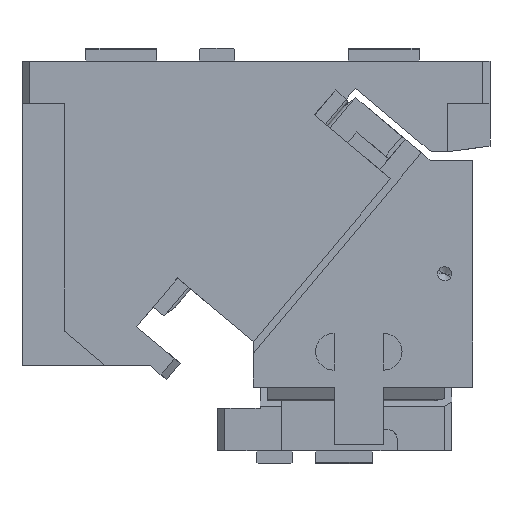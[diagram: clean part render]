
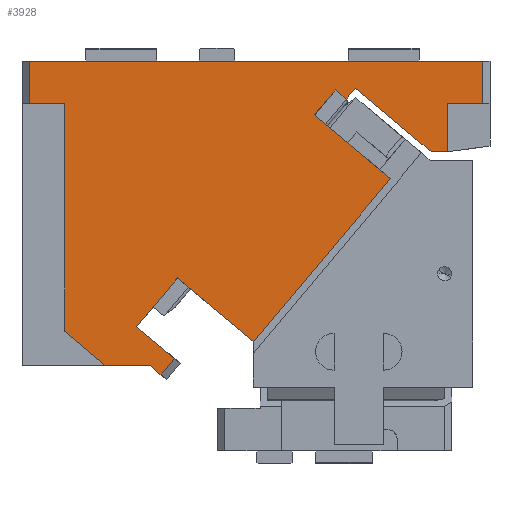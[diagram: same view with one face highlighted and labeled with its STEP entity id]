
A CAD part, front view. The second image highlights one B-rep face of the part: STEP entity #3928.
In plain terms, the highlighted planar face has unit normal (0, -1, 0).
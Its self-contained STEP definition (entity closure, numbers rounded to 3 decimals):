
#176=CARTESIAN_POINT('Vertex',(220.984,-55.,-20.446)) ;
#179=CARTESIAN_POINT('Line Origine',(213.592,-55.,-29.256)) ;
#183=CARTESIAN_POINT('Vertex',(206.2,-55.,-38.065)) ;
#195=CARTESIAN_POINT('Vertex',(109.782,-55.,-152.972)) ;
#198=CARTESIAN_POINT('Line Origine',(95.319,-55.,-170.208)) ;
#202=CARTESIAN_POINT('Vertex',(80.857,-55.,-187.444)) ;
#477=CARTESIAN_POINT('Line Origine',(231.859,-55.,-23.044)) ;
#481=CARTESIAN_POINT('Vertex',(228.645,-55.,-26.874)) ;
#483=CARTESIAN_POINT('Vertex',(235.073,-55.,-19.214)) ;
#608=CARTESIAN_POINT('Vertex',(98.026,-55.,-221.432)) ;
#622=CARTESIAN_POINT('Vertex',(107.668,-55.,-209.941)) ;
#625=CARTESIAN_POINT('Line Origine',(102.847,-55.,-215.687)) ;
#2020=CARTESIAN_POINT('Vertex',(325.,-55.,0.)) ;
#2023=CARTESIAN_POINT('Line Origine',(325.,-55.,-15.)) ;
#2027=CARTESIAN_POINT('Vertex',(325.,-55.,-30.)) ;
#2338=CARTESIAN_POINT('Vertex',(300.,-55.,-30.)) ;
#2341=CARTESIAN_POINT('Line Origine',(300.,-55.,-47.)) ;
#2345=CARTESIAN_POINT('Vertex',(300.,-55.,-64.)) ;
#2365=CARTESIAN_POINT('Line Origine',(312.5,-55.,-30.)) ;
#2890=CARTESIAN_POINT('Line Origine',(5.,-55.,-15.)) ;
#2894=CARTESIAN_POINT('Vertex',(5.,-55.,0.)) ;
#2896=CARTESIAN_POINT('Vertex',(5.,-55.,-30.)) ;
#2977=CARTESIAN_POINT('Vertex',(59.246,-55.,-215.)) ;
#2980=CARTESIAN_POINT('Line Origine',(44.623,-55.,-202.73)) ;
#2984=CARTESIAN_POINT('Vertex',(30.,-55.,-190.459)) ;
#3008=CARTESIAN_POINT('Vertex',(30.,-55.,-30.)) ;
#3011=CARTESIAN_POINT('Line Origine',(30.,-55.,-110.23)) ;
#3028=CARTESIAN_POINT('Line Origine',(17.5,-55.,-30.)) ;
#3227=CARTESIAN_POINT('Line Origine',(165.,-55.,0.)) ;
#3490=CARTESIAN_POINT('Vertex',(90.361,-55.,-215.)) ;
#3493=CARTESIAN_POINT('Line Origine',(74.804,-55.,-215.)) ;
#3518=CARTESIAN_POINT('Line Origine',(94.194,-55.,-218.216)) ;
#3609=CARTESIAN_POINT('Line Origine',(94.262,-55.,-198.693)) ;
#3623=CARTESIAN_POINT('Line Origine',(224.814,-55.,-23.66)) ;
#3847=CARTESIAN_POINT('Vertex',(288.447,-55.,-64.)) ;
#3850=CARTESIAN_POINT('Line Origine',(294.223,-55.,-64.)) ;
#3869=CARTESIAN_POINT('Line Origine',(261.76,-55.,-41.607)) ;
#3881=CARTESIAN_POINT('Axis2P3D Location',(0.,-55.,0.)) ;
#3886=CARTESIAN_POINT('Line Origine',(136.594,-55.,-175.469)) ;
#3890=CARTESIAN_POINT('Vertex',(163.405,-55.,-197.967)) ;
#3893=CARTESIAN_POINT('Line Origine',(211.614,-55.,-140.514)) ;
#3897=CARTESIAN_POINT('Vertex',(259.823,-55.,-83.06)) ;
#3900=CARTESIAN_POINT('Line Origine',(233.012,-55.,-60.563)) ;
#180=DIRECTION('Vector Direction',(0.643,0.,0.766)) ;
#199=DIRECTION('Vector Direction',(0.643,0.,0.766)) ;
#478=DIRECTION('Vector Direction',(0.643,0.,0.766)) ;
#626=DIRECTION('Vector Direction',(0.643,0.,0.766)) ;
#2024=DIRECTION('Vector Direction',(0.,0.,-1.)) ;
#2342=DIRECTION('Vector Direction',(0.,0.,-1.)) ;
#2366=DIRECTION('Vector Direction',(-1.,0.,0.)) ;
#2891=DIRECTION('Vector Direction',(0.,0.,-1.)) ;
#2981=DIRECTION('Vector Direction',(-0.766,0.,0.643)) ;
#3012=DIRECTION('Vector Direction',(0.,0.,-1.)) ;
#3029=DIRECTION('Vector Direction',(1.,0.,0.)) ;
#3228=DIRECTION('Vector Direction',(1.,0.,0.)) ;
#3494=DIRECTION('Vector Direction',(1.,0.,0.)) ;
#3519=DIRECTION('Vector Direction',(-0.766,0.,0.643)) ;
#3610=DIRECTION('Vector Direction',(-0.766,0.,0.643)) ;
#3624=DIRECTION('Vector Direction',(0.766,0.,-0.643)) ;
#3851=DIRECTION('Vector Direction',(-1.,0.,0.)) ;
#3870=DIRECTION('Vector Direction',(-0.766,0.,0.643)) ;
#3882=DIRECTION('Axis2P3D Direction',(0.,-1.,0.)) ;
#3883=DIRECTION('Axis2P3D XDirection',(0.,0.,-1.)) ;
#3887=DIRECTION('Vector Direction',(-0.766,0.,0.643)) ;
#3894=DIRECTION('Vector Direction',(-0.643,0.,-0.766)) ;
#3901=DIRECTION('Vector Direction',(0.766,0.,-0.643)) ;
#3884=AXIS2_PLACEMENT_3D('Plane Axis2P3D',#3881,#3882,#3883) ;
#3906=ORIENTED_EDGE('',*,*,#3854,.F.) ;
#3907=ORIENTED_EDGE('',*,*,#2347,.F.) ;
#3908=ORIENTED_EDGE('',*,*,#2369,.F.) ;
#3909=ORIENTED_EDGE('',*,*,#2029,.F.) ;
#3910=ORIENTED_EDGE('',*,*,#3231,.F.) ;
#3911=ORIENTED_EDGE('',*,*,#2898,.T.) ;
#3912=ORIENTED_EDGE('',*,*,#3032,.T.) ;
#3913=ORIENTED_EDGE('',*,*,#3015,.T.) ;
#3914=ORIENTED_EDGE('',*,*,#2986,.F.) ;
#3915=ORIENTED_EDGE('',*,*,#3497,.T.) ;
#3916=ORIENTED_EDGE('',*,*,#3522,.F.) ;
#3917=ORIENTED_EDGE('',*,*,#629,.T.) ;
#3918=ORIENTED_EDGE('',*,*,#3613,.T.) ;
#3919=ORIENTED_EDGE('',*,*,#204,.T.) ;
#3920=ORIENTED_EDGE('',*,*,#3892,.F.) ;
#3921=ORIENTED_EDGE('',*,*,#3899,.F.) ;
#3922=ORIENTED_EDGE('',*,*,#3904,.F.) ;
#3923=ORIENTED_EDGE('',*,*,#185,.T.) ;
#3924=ORIENTED_EDGE('',*,*,#3627,.T.) ;
#3925=ORIENTED_EDGE('',*,*,#485,.T.) ;
#3926=ORIENTED_EDGE('',*,*,#3873,.F.) ;
#181=VECTOR('Line Direction',#180,1.) ;
#200=VECTOR('Line Direction',#199,1.) ;
#479=VECTOR('Line Direction',#478,1.) ;
#627=VECTOR('Line Direction',#626,1.) ;
#2025=VECTOR('Line Direction',#2024,1.) ;
#2343=VECTOR('Line Direction',#2342,1.) ;
#2367=VECTOR('Line Direction',#2366,1.) ;
#2892=VECTOR('Line Direction',#2891,1.) ;
#2982=VECTOR('Line Direction',#2981,1.) ;
#3013=VECTOR('Line Direction',#3012,1.) ;
#3030=VECTOR('Line Direction',#3029,1.) ;
#3229=VECTOR('Line Direction',#3228,1.) ;
#3495=VECTOR('Line Direction',#3494,1.) ;
#3520=VECTOR('Line Direction',#3519,1.) ;
#3611=VECTOR('Line Direction',#3610,1.) ;
#3625=VECTOR('Line Direction',#3624,1.) ;
#3852=VECTOR('Line Direction',#3851,1.) ;
#3871=VECTOR('Line Direction',#3870,1.) ;
#3888=VECTOR('Line Direction',#3887,1.) ;
#3895=VECTOR('Line Direction',#3894,1.) ;
#3902=VECTOR('Line Direction',#3901,1.) ;
#3928=ADVANCED_FACE('CAM HOLDER',(#3927),#3885,.T.) ;
#185=EDGE_CURVE('',#184,#177,#182,.T.) ;
#204=EDGE_CURVE('',#203,#196,#201,.T.) ;
#485=EDGE_CURVE('',#482,#484,#480,.T.) ;
#629=EDGE_CURVE('',#609,#623,#628,.T.) ;
#2029=EDGE_CURVE('',#2021,#2028,#2026,.T.) ;
#2347=EDGE_CURVE('',#2339,#2346,#2344,.T.) ;
#2369=EDGE_CURVE('',#2028,#2339,#2368,.T.) ;
#2898=EDGE_CURVE('',#2895,#2897,#2893,.T.) ;
#2986=EDGE_CURVE('',#2978,#2985,#2983,.T.) ;
#3015=EDGE_CURVE('',#3009,#2985,#3014,.T.) ;
#3032=EDGE_CURVE('',#2897,#3009,#3031,.T.) ;
#3231=EDGE_CURVE('',#2895,#2021,#3230,.T.) ;
#3497=EDGE_CURVE('',#2978,#3491,#3496,.T.) ;
#3522=EDGE_CURVE('',#609,#3491,#3521,.T.) ;
#3613=EDGE_CURVE('',#623,#203,#3612,.T.) ;
#3627=EDGE_CURVE('',#177,#482,#3626,.T.) ;
#3854=EDGE_CURVE('',#2346,#3848,#3853,.T.) ;
#3873=EDGE_CURVE('',#3848,#484,#3872,.T.) ;
#3892=EDGE_CURVE('',#3891,#196,#3889,.T.) ;
#3899=EDGE_CURVE('',#3898,#3891,#3896,.T.) ;
#3904=EDGE_CURVE('',#184,#3898,#3903,.T.) ;
#3905=EDGE_LOOP('',(#3906,#3907,#3908,#3909,#3910,#3911,#3912,#3913,#3914,#3915,#3916,#3917,#3918,#3919,#3920,#3921,#3922,#3923,#3924,#3925,#3926)) ;
#3927=FACE_OUTER_BOUND('',#3905,.T.) ;
#182=LINE('Line',#179,#181) ;
#201=LINE('Line',#198,#200) ;
#480=LINE('Line',#477,#479) ;
#628=LINE('Line',#625,#627) ;
#2026=LINE('Line',#2023,#2025) ;
#2344=LINE('Line',#2341,#2343) ;
#2368=LINE('Line',#2365,#2367) ;
#2893=LINE('Line',#2890,#2892) ;
#2983=LINE('Line',#2980,#2982) ;
#3014=LINE('Line',#3011,#3013) ;
#3031=LINE('Line',#3028,#3030) ;
#3230=LINE('Line',#3227,#3229) ;
#3496=LINE('Line',#3493,#3495) ;
#3521=LINE('Line',#3518,#3520) ;
#3612=LINE('Line',#3609,#3611) ;
#3626=LINE('Line',#3623,#3625) ;
#3853=LINE('Line',#3850,#3852) ;
#3872=LINE('Line',#3869,#3871) ;
#3889=LINE('Line',#3886,#3888) ;
#3896=LINE('Line',#3893,#3895) ;
#3903=LINE('Line',#3900,#3902) ;
#3885=PLANE('Plane',#3884) ;
#177=VERTEX_POINT('',#176) ;
#184=VERTEX_POINT('',#183) ;
#196=VERTEX_POINT('',#195) ;
#203=VERTEX_POINT('',#202) ;
#482=VERTEX_POINT('',#481) ;
#484=VERTEX_POINT('',#483) ;
#609=VERTEX_POINT('',#608) ;
#623=VERTEX_POINT('',#622) ;
#2021=VERTEX_POINT('',#2020) ;
#2028=VERTEX_POINT('',#2027) ;
#2339=VERTEX_POINT('',#2338) ;
#2346=VERTEX_POINT('',#2345) ;
#2895=VERTEX_POINT('',#2894) ;
#2897=VERTEX_POINT('',#2896) ;
#2978=VERTEX_POINT('',#2977) ;
#2985=VERTEX_POINT('',#2984) ;
#3009=VERTEX_POINT('',#3008) ;
#3491=VERTEX_POINT('',#3490) ;
#3848=VERTEX_POINT('',#3847) ;
#3891=VERTEX_POINT('',#3890) ;
#3898=VERTEX_POINT('',#3897) ;
